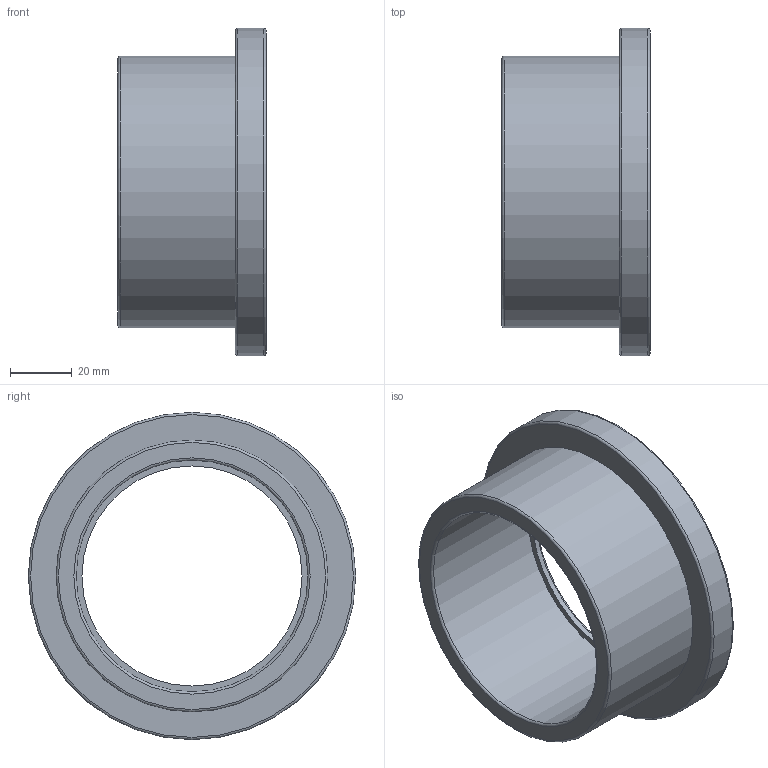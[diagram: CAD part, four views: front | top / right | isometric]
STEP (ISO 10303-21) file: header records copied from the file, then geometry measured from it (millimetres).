
FILE_DESCRIPTION(/* description */ ('PLASSON FLANGE(FLAT GASKET)C 75'),/* implementation_level */ '2;1');
FILE_NAME(/* name */ '055200075.ipt.stp',/* time_stamp */ '2017-12-07T16:05:05+02:00',/* author */ ('KIM'),/* organization */ (''),/* preprocessor_version */ 'ST-DEVELOPER v15.6',/* originating_system */ 'Autodesk Inventor 2015',/* authorisation */ '');
FILE_SCHEMA (('AUTOMOTIVE_DESIGN { 1 0 10303 214 3 1 1 }'));
Length unit declared in the file: millimetre
Products named in the file (1): 055200075
Bounding box: 48 x 106 x 106 mm (x, y, z)
Volume: 105354.5 mm3; surface area: 35178 mm2
Topology: 1 solids, 1 shells, 28 faces, 47 edges, 28 vertices
Faces by surface type: torus 15, plane 9, cylinder 4
Full cylindrical faces by diameter (mm): 71.25 x1, 75 x1, 88 x1, 106 x1
Entity records: 592 total; most frequent: DIRECTION 114, CARTESIAN_POINT 85, AXIS2_PLACEMENT_3D 57, EDGE_LOOP 56, ORIENTED_EDGE 56, FACE_BOUND 28, FACE_OUTER_BOUND 28, CIRCLE 28
